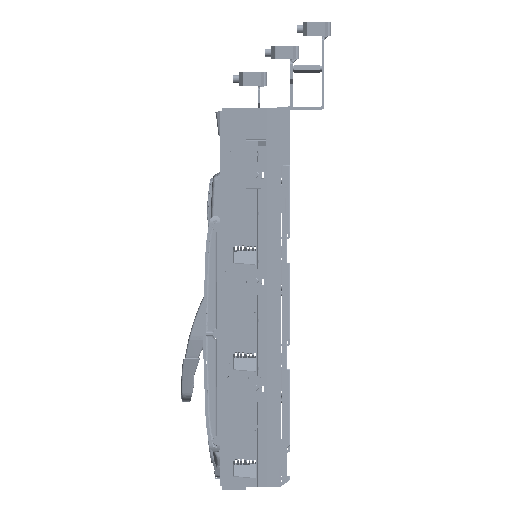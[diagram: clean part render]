
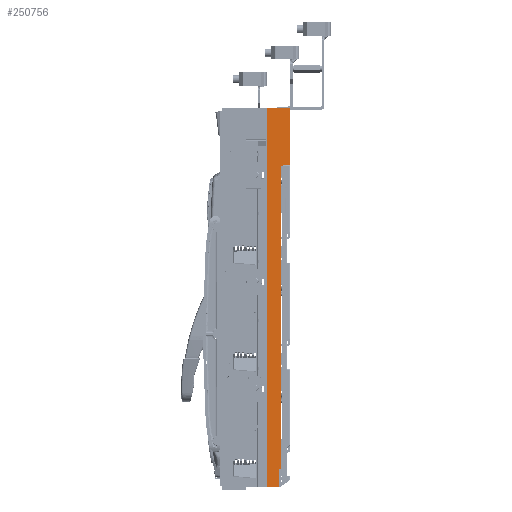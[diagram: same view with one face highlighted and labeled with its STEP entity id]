
A CAD part, left-side view. The second image highlights one B-rep face of the part: STEP entity #250756.
In plain terms, the highlighted planar face has unit normal (-1, -0.01, 0).
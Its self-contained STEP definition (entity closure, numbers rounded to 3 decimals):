
#238324=DIRECTION('',(0.01,-1.,0.009));
#238325=VECTOR('',#238324,40.004);
#238326=CARTESIAN_POINT('',(-199.76,542.224,
213.601));
#238327=LINE('',#238326,#238325);
#238328=DIRECTION('',(0.,0.,-1.));
#238329=VECTOR('',#238328,99.302);
#238330=CARTESIAN_POINT('',(-199.346,502.224,
213.95));
#238331=LINE('',#238330,#238329);
#238332=DIRECTION('',(-0.01,1.,-0.017));
#238333=VECTOR('',#238332,15.003);
#238334=CARTESIAN_POINT('',(-199.346,502.224,
114.648));
#238335=LINE('',#238334,#238333);
#238336=DIRECTION('',(0.,0.,-1.));
#238337=VECTOR('',#238336,526.237);
#238338=CARTESIAN_POINT('',(-199.501,517.224,
114.387));
#238339=LINE('',#238338,#238337);
#238340=DIRECTION('',(-0.01,1.,0.));
#238341=VECTOR('',#238340,3.);
#238342=CARTESIAN_POINT('',(-199.501,517.224,
-411.85));
#238343=LINE('',#238342,#238341);
#238344=DIRECTION('',(0.,0.,-1.));
#238345=VECTOR('',#238344,30.816);
#238346=CARTESIAN_POINT('',(-199.532,520.224,
-411.85));
#238347=LINE('',#238346,#238345);
#238348=DIRECTION('',(-0.01,1.,-0.017));
#238349=VECTOR('',#238348,22.005);
#238350=CARTESIAN_POINT('',(-199.532,520.224,
-442.666));
#238351=LINE('',#238350,#238349);
#238352=DIRECTION('',(0.,0.,1.));
#238353=VECTOR('',#238352,656.651);
#238354=CARTESIAN_POINT('',(-199.76,542.224,
-443.05));
#238355=LINE('',#238354,#238353);
#245128=CARTESIAN_POINT('',(-199.501,517.224,
-411.85));
#245129=VERTEX_POINT('',#245128);
#245130=CARTESIAN_POINT('',(-199.501,517.224,
114.387));
#245131=VERTEX_POINT('',#245130);
#245579=CARTESIAN_POINT('',(-199.346,502.224,
114.648));
#245580=VERTEX_POINT('',#245579);
#245581=CARTESIAN_POINT('',(-199.346,502.224,
213.95));
#245582=VERTEX_POINT('',#245581);
#245673=CARTESIAN_POINT('',(-199.76,542.224,
-443.05));
#245674=CARTESIAN_POINT('',(-199.76,542.224,
213.601));
#245675=VERTEX_POINT('',#245673);
#245676=VERTEX_POINT('',#245674);
#245679=CARTESIAN_POINT('',(-199.532,520.224,
-411.85));
#245680=VERTEX_POINT('',#245679);
#245681=CARTESIAN_POINT('',(-199.532,520.224,
-442.666));
#245682=VERTEX_POINT('',#245681);
#250735=CARTESIAN_POINT('',(-199.78,544.224,
217.299));
#250736=DIRECTION('',(1.,0.01,0.));
#250737=DIRECTION('',(0.01,-1.,0.));
#250738=AXIS2_PLACEMENT_3D('',#250735,#250736,#250737);
#250739=PLANE('',#250738);
#250741=ORIENTED_EDGE('',*,*,#250740,.T.);
#250743=ORIENTED_EDGE('',*,*,#250742,.T.);
#250745=ORIENTED_EDGE('',*,*,#250744,.T.);
#250746=ORIENTED_EDGE('',*,*,#245999,.T.);
#250748=ORIENTED_EDGE('',*,*,#250747,.T.);
#250750=ORIENTED_EDGE('',*,*,#250749,.T.);
#250752=ORIENTED_EDGE('',*,*,#250751,.T.);
#250753=ORIENTED_EDGE('',*,*,#250713,.T.);
#250754=EDGE_LOOP('',(#250741,#250743,#250745,#250746,#250748,#250750,#250752,
#250753));
#250755=FACE_OUTER_BOUND('',#250754,.F.);
#250756=ADVANCED_FACE('',(#250755),#250739,.F.);
#245999=EDGE_CURVE('',#245131,#245129,#238339,.T.);
#250713=EDGE_CURVE('',#245675,#245676,#238355,.T.);
#250740=EDGE_CURVE('',#245676,#245582,#238327,.T.);
#250742=EDGE_CURVE('',#245582,#245580,#238331,.T.);
#250744=EDGE_CURVE('',#245580,#245131,#238335,.T.);
#250747=EDGE_CURVE('',#245129,#245680,#238343,.T.);
#250749=EDGE_CURVE('',#245680,#245682,#238347,.T.);
#250751=EDGE_CURVE('',#245682,#245675,#238351,.T.);
